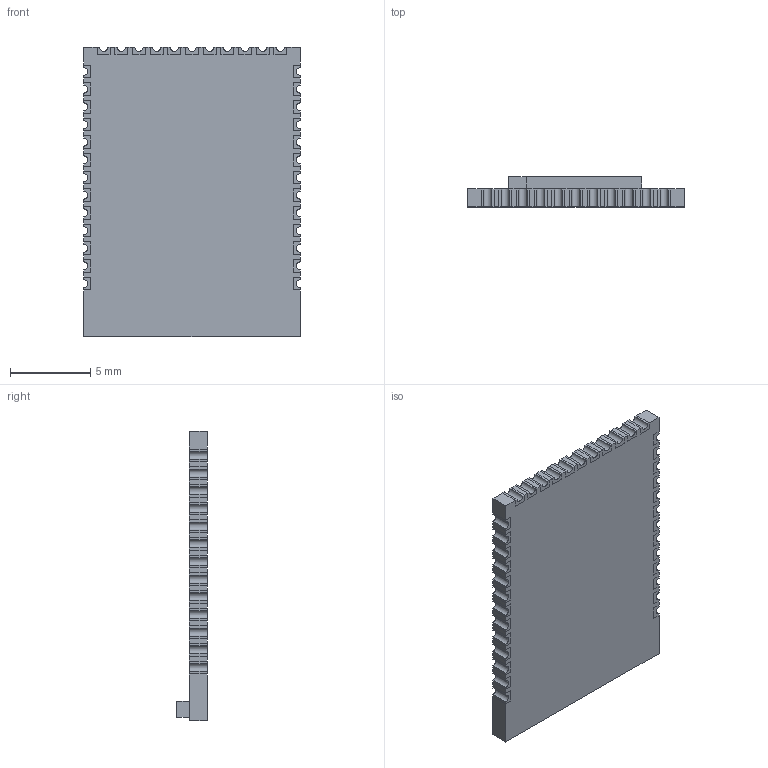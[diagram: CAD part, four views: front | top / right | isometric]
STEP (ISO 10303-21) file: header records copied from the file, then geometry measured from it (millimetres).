
FILE_DESCRIPTION(/* description */ (''),/* implementation_level */ '2;1');
FILE_NAME(/* name */ 'Holyiot_18010.step',/* time_stamp */ '2018-09-17T22:51:23+02:00',/* author */ (''),/* organization */ (''),/* preprocessor_version */ 'ST-DEVELOPER v17.2',/* originating_system */ 'Autodesk Translation Framework v7.6.0.251',/* authorisation */ '');
FILE_SCHEMA (('AUTOMOTIVE_DESIGN { 1 0 10303 214 3 1 1 }'));
Length unit declared in the file: millimetre
Products named in the file (1): (Unsaved)
Bounding box: 13.5 x 1.92 x 18 mm (x, y, z)
Volume: 274.7 mm3; surface area: 720.7 mm2
Topology: 39 solids, 39 shells, 461 faces, 1146 edges, 764 vertices
Faces by surface type: plane 424, cylinder 37
Entity records: 13501 total; most frequent: CARTESIAN_POINT 2372, ORIENTED_EDGE 2292, DIRECTION 2144, EDGE_CURVE 1146, LINE 1072, VECTOR 1072, VERTEX_POINT 764, AXIS2_PLACEMENT_3D 536
